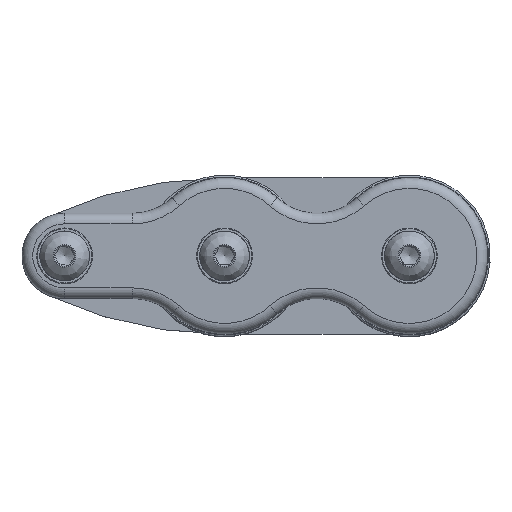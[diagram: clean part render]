
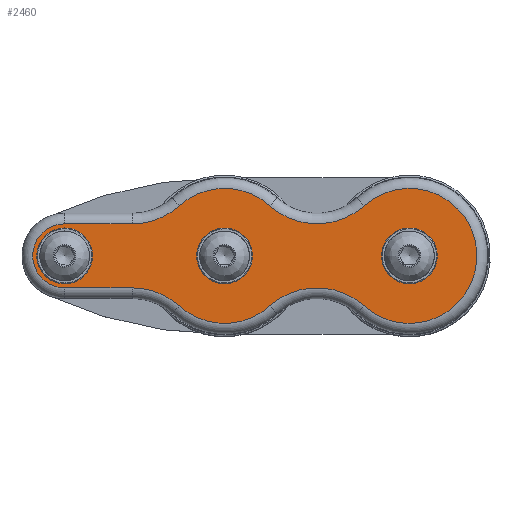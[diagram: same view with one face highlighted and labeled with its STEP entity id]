
A CAD part, top view. The second image highlights one B-rep face of the part: STEP entity #2460.
In plain terms, the highlighted planar face has unit normal (0, 0, 1).
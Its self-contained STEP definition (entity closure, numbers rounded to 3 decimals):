
#188=LINE('',#3842,#250);
#189=LINE('',#3857,#251);
#250=VECTOR('',#3041,10.);
#251=VECTOR('',#3056,10.);
#312=PLANE('',#2663);
#379=FACE_BOUND('',#700,.T.);
#380=FACE_BOUND('',#701,.T.);
#381=FACE_BOUND('',#702,.T.);
#505=FACE_OUTER_BOUND('',#699,.T.);
#699=EDGE_LOOP('',(#1780,#1781,#1782,#1783,#1784,#1785,#1786,#1787,#1788,
#1789));
#700=EDGE_LOOP('',(#1790));
#701=EDGE_LOOP('',(#1791));
#702=EDGE_LOOP('',(#1792));
#1018=CIRCLE('',#2664,9.);
#1019=CIRCLE('',#2665,19.8);
#1020=CIRCLE('',#2666,19.);
#1021=CIRCLE('',#2667,19.8);
#1022=CIRCLE('',#2668,19.);
#1023=CIRCLE('',#2669,19.8);
#1024=CIRCLE('',#2670,19.);
#1025=CIRCLE('',#2671,19.8);
#1026=CIRCLE('',#2672,7.85);
#1027=CIRCLE('',#2673,7.85);
#1028=CIRCLE('',#2674,7.85);
#1201=VERTEX_POINT('',#3838);
#1202=VERTEX_POINT('',#3839);
#1203=VERTEX_POINT('',#3841);
#1204=VERTEX_POINT('',#3843);
#1205=VERTEX_POINT('',#3845);
#1206=VERTEX_POINT('',#3847);
#1207=VERTEX_POINT('',#3849);
#1208=VERTEX_POINT('',#3851);
#1209=VERTEX_POINT('',#3853);
#1210=VERTEX_POINT('',#3855);
#1211=VERTEX_POINT('',#3858);
#1212=VERTEX_POINT('',#3860);
#1213=VERTEX_POINT('',#3862);
#1456=EDGE_CURVE('',#1201,#1202,#1018,.T.);
#1457=EDGE_CURVE('',#1203,#1201,#188,.T.);
#1458=EDGE_CURVE('',#1204,#1203,#1019,.T.);
#1459=EDGE_CURVE('',#1205,#1204,#1020,.T.);
#1460=EDGE_CURVE('',#1206,#1205,#1021,.T.);
#1461=EDGE_CURVE('',#1207,#1206,#1022,.T.);
#1462=EDGE_CURVE('',#1208,#1207,#1023,.T.);
#1463=EDGE_CURVE('',#1209,#1208,#1024,.T.);
#1464=EDGE_CURVE('',#1210,#1209,#1025,.T.);
#1465=EDGE_CURVE('',#1202,#1210,#189,.T.);
#1466=EDGE_CURVE('',#1211,#1211,#1026,.T.);
#1467=EDGE_CURVE('',#1212,#1212,#1027,.T.);
#1468=EDGE_CURVE('',#1213,#1213,#1028,.T.);
#1780=ORIENTED_EDGE('',*,*,#1456,.F.);
#1781=ORIENTED_EDGE('',*,*,#1457,.F.);
#1782=ORIENTED_EDGE('',*,*,#1458,.F.);
#1783=ORIENTED_EDGE('',*,*,#1459,.F.);
#1784=ORIENTED_EDGE('',*,*,#1460,.F.);
#1785=ORIENTED_EDGE('',*,*,#1461,.F.);
#1786=ORIENTED_EDGE('',*,*,#1462,.F.);
#1787=ORIENTED_EDGE('',*,*,#1463,.F.);
#1788=ORIENTED_EDGE('',*,*,#1464,.F.);
#1789=ORIENTED_EDGE('',*,*,#1465,.F.);
#1790=ORIENTED_EDGE('',*,*,#1466,.F.);
#1791=ORIENTED_EDGE('',*,*,#1467,.F.);
#1792=ORIENTED_EDGE('',*,*,#1468,.F.);
#2460=ADVANCED_FACE('',(#505,#379,#380,#381),#312,.T.);
#2663=AXIS2_PLACEMENT_3D('',#3837,#3037,#3038);
#2664=AXIS2_PLACEMENT_3D('',#3840,#3039,#3040);
#2665=AXIS2_PLACEMENT_3D('',#3844,#3042,#3043);
#2666=AXIS2_PLACEMENT_3D('',#3846,#3044,#3045);
#2667=AXIS2_PLACEMENT_3D('',#3848,#3046,#3047);
#2668=AXIS2_PLACEMENT_3D('',#3850,#3048,#3049);
#2669=AXIS2_PLACEMENT_3D('',#3852,#3050,#3051);
#2670=AXIS2_PLACEMENT_3D('',#3854,#3052,#3053);
#2671=AXIS2_PLACEMENT_3D('',#3856,#3054,#3055);
#2672=AXIS2_PLACEMENT_3D('',#3859,#3057,#3058);
#2673=AXIS2_PLACEMENT_3D('',#3861,#3059,#3060);
#2674=AXIS2_PLACEMENT_3D('',#3863,#3061,#3062);
#3037=DIRECTION('center_axis',(0.,0.,1.));
#3038=DIRECTION('ref_axis',(1.,0.,0.));
#3039=DIRECTION('center_axis',(0.,0.,-1.));
#3040=DIRECTION('ref_axis',(-1.,0.,0.));
#3041=DIRECTION('',(-1.,0.,0.));
#3042=DIRECTION('center_axis',(0.,0.,1.));
#3043=DIRECTION('ref_axis',(0.359,0.933,0.));
#3044=DIRECTION('center_axis',(0.,0.,-1.));
#3045=DIRECTION('ref_axis',(0.,-1.,0.));
#3046=DIRECTION('center_axis',(0.,0.,1.));
#3047=DIRECTION('ref_axis',(0.,1.,0.));
#3048=DIRECTION('center_axis',(0.,0.,-1.));
#3049=DIRECTION('ref_axis',(1.,0.,0.));
#3050=DIRECTION('center_axis',(0.,0.,1.));
#3051=DIRECTION('ref_axis',(0.,-1.,0.));
#3052=DIRECTION('center_axis',(0.,0.,-1.));
#3053=DIRECTION('ref_axis',(0.,1.,0.));
#3054=DIRECTION('center_axis',(0.,0.,1.));
#3055=DIRECTION('ref_axis',(0.359,-0.933,0.));
#3056=DIRECTION('',(1.,0.,0.));
#3057=DIRECTION('center_axis',(0.,0.,1.));
#3058=DIRECTION('ref_axis',(-0.769,0.639,0.));
#3059=DIRECTION('center_axis',(0.,0.,1.));
#3060=DIRECTION('ref_axis',(-0.26,0.966,0.));
#3061=DIRECTION('center_axis',(0.,0.,1.));
#3062=DIRECTION('ref_axis',(-0.26,0.966,0.));
#3837=CARTESIAN_POINT('Origin',(-42.876,0.,
4.));
#3838=CARTESIAN_POINT('',(-97.,-9.,4.));
#3839=CARTESIAN_POINT('',(-97.,9.,4.));
#3840=CARTESIAN_POINT('Origin',(-97.,0.,4.));
#3841=CARTESIAN_POINT('',(-78.,-9.,4.));
#3842=CARTESIAN_POINT('',(-69.938,-9.,4.));
#3843=CARTESIAN_POINT('',(-64.732,-14.103,4.));
#3844=CARTESIAN_POINT('Origin',(-78.,-28.8,4.));
#3845=CARTESIAN_POINT('',(-39.268,-14.103,4.));
#3846=CARTESIAN_POINT('Origin',(-52.,0.,4.));
#3847=CARTESIAN_POINT('',(-12.732,-14.103,4.));
#3848=CARTESIAN_POINT('Origin',(-26.,-28.8,4.));
#3849=CARTESIAN_POINT('',(-12.732,14.103,4.));
#3850=CARTESIAN_POINT('Origin',(0.,0.,4.));
#3851=CARTESIAN_POINT('',(-39.268,14.103,4.));
#3852=CARTESIAN_POINT('Origin',(-26.,28.8,4.));
#3853=CARTESIAN_POINT('',(-64.732,14.103,4.));
#3854=CARTESIAN_POINT('Origin',(-52.,0.,4.));
#3855=CARTESIAN_POINT('',(-78.,9.,4.));
#3856=CARTESIAN_POINT('Origin',(-78.,28.8,4.));
#3857=CARTESIAN_POINT('',(-60.438,9.,4.));
#3858=CARTESIAN_POINT('',(-90.963,-5.018,4.));
#3859=CARTESIAN_POINT('Origin',(-97.,0.,4.));
#3860=CARTESIAN_POINT('',(-49.958,-7.58,4.));
#3861=CARTESIAN_POINT('Origin',(-52.,0.,4.));
#3862=CARTESIAN_POINT('',(2.042,-7.58,4.));
#3863=CARTESIAN_POINT('Origin',(0.,0.,
4.));
